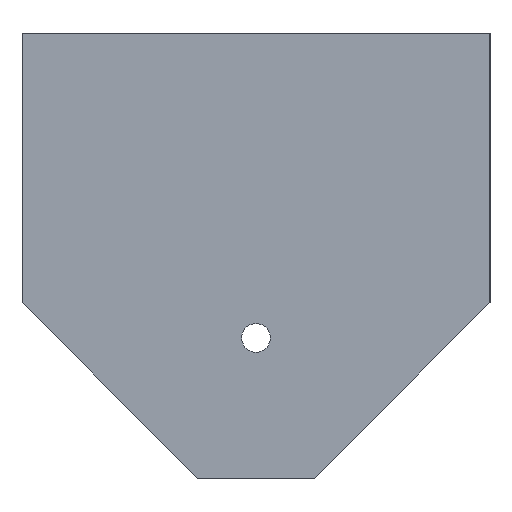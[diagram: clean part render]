
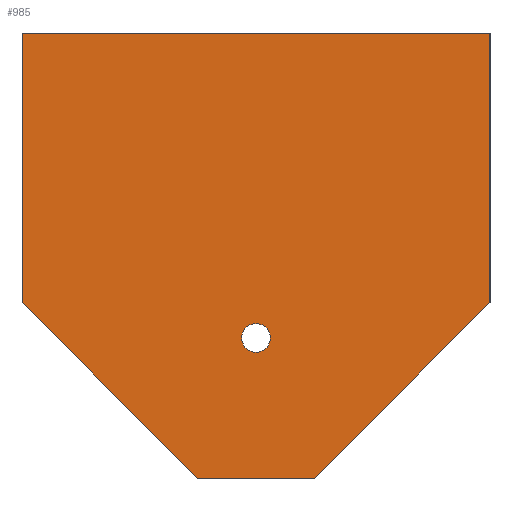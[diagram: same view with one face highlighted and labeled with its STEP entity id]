
A CAD part, left-side view. The second image highlights one B-rep face of the part: STEP entity #985.
In plain terms, the highlighted planar face has unit normal (-1, 0, 0).
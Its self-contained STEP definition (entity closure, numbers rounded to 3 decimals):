
#38=FACE_BOUND('',#198,.T.);
#52=CIRCLE('',#1024,1.23);
#132=FACE_OUTER_BOUND('',#197,.T.);
#197=EDGE_LOOP('',(#826,#827,#828,#829,#830,#831));
#198=EDGE_LOOP('',(#832));
#237=LINE('',#1391,#335);
#243=LINE('',#1402,#341);
#248=LINE('',#1413,#346);
#263=LINE('',#1442,#361);
#301=LINE('',#1566,#399);
#307=LINE('',#1578,#405);
#335=VECTOR('',#1141,10.);
#341=VECTOR('',#1149,10.);
#346=VECTOR('',#1158,10.);
#361=VECTOR('',#1175,10.);
#399=VECTOR('',#1307,10.);
#405=VECTOR('',#1321,10.);
#426=VERTEX_POINT('',#1385);
#427=VERTEX_POINT('',#1389);
#428=VERTEX_POINT('',#1390);
#432=VERTEX_POINT('',#1400);
#436=VERTEX_POINT('',#1412);
#449=VERTEX_POINT('',#1440);
#488=VERTEX_POINT('',#1564);
#520=EDGE_CURVE('',#426,#426,#52,.T.);
#521=EDGE_CURVE('',#427,#428,#237,.T.);
#527=EDGE_CURVE('',#432,#427,#243,.T.);
#532=EDGE_CURVE('',#436,#432,#248,.T.);
#547=EDGE_CURVE('',#436,#449,#263,.T.);
#609=EDGE_CURVE('',#488,#449,#301,.T.);
#615=EDGE_CURVE('',#428,#488,#307,.T.);
#826=ORIENTED_EDGE('',*,*,#521,.F.);
#827=ORIENTED_EDGE('',*,*,#527,.F.);
#828=ORIENTED_EDGE('',*,*,#532,.F.);
#829=ORIENTED_EDGE('',*,*,#547,.T.);
#830=ORIENTED_EDGE('',*,*,#609,.F.);
#831=ORIENTED_EDGE('',*,*,#615,.F.);
#832=ORIENTED_EDGE('',*,*,#520,.T.);
#896=PLANE('',#1080);
#985=ADVANCED_FACE('',(#132,#38),#896,.T.);
#1024=AXIS2_PLACEMENT_3D('',#1387,#1137,#1138);
#1080=AXIS2_PLACEMENT_3D('',#1577,#1319,#1320);
#1137=DIRECTION('center_axis',(1.,0.,0.));
#1138=DIRECTION('ref_axis',(0.,0.,-1.));
#1141=DIRECTION('',(0.,0.707,0.707));
#1149=DIRECTION('',(0.,1.,0.));
#1158=DIRECTION('',(0.,0.707,-0.707));
#1175=DIRECTION('',(0.,0.,1.));
#1307=DIRECTION('',(0.,-1.,0.));
#1319=DIRECTION('center_axis',(-1.,0.,0.));
#1320=DIRECTION('ref_axis',(0.,-1.,0.));
#1321=DIRECTION('',(0.,0.,1.));
#1385=CARTESIAN_POINT('',(-27.5,0.,-6.771));
#1387=CARTESIAN_POINT('Origin',(-27.5,0.,-8.));
#1389=CARTESIAN_POINT('',(-27.5,5.,-20.));
#1390=CARTESIAN_POINT('',(-27.5,20.,-5.));
#1391=CARTESIAN_POINT('',(-27.5,17.5,-7.5));
#1400=CARTESIAN_POINT('',(-27.5,-5.,-20.));
#1402=CARTESIAN_POINT('',(-27.5,-20.,-20.));
#1412=CARTESIAN_POINT('',(-27.5,-20.,-5.));
#1413=CARTESIAN_POINT('',(-27.5,-7.5,-17.5));
#1440=CARTESIAN_POINT('',(-27.5,-20.,18.));
#1442=CARTESIAN_POINT('',(-27.5,-20.,0.));
#1564=CARTESIAN_POINT('',(-27.5,20.,18.));
#1566=CARTESIAN_POINT('',(-27.5,-20.,18.));
#1577=CARTESIAN_POINT('Origin',(-27.5,20.,0.));
#1578=CARTESIAN_POINT('',(-27.5,20.,0.));
